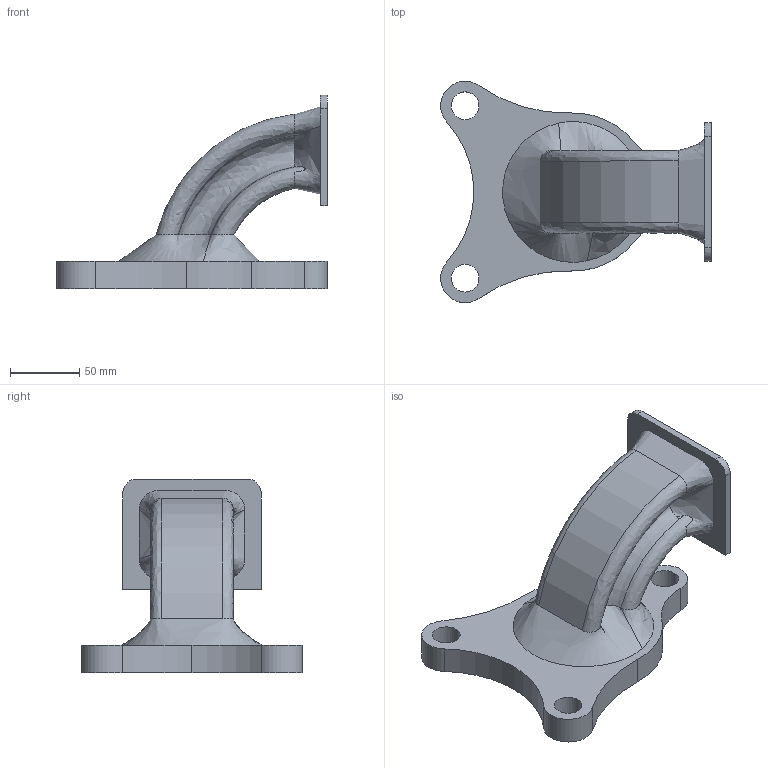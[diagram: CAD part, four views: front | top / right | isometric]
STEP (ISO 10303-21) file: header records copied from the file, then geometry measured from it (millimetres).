
FILE_DESCRIPTION (( 'STEP AP203' ), '1' );
FILE_NAME ('Team2_polemount_Collin.STEP', '2018-11-27T00:03:40', ( '' ), ( '' ), 'SwSTEP 2.0', 'SolidWorks 2018', '' );
FILE_SCHEMA (( 'CONFIG_CONTROL_DESIGN' ));
Length unit declared in the file: inch
Products named in the file (1): Team2_polemount_Collin
Bounding box: 195.56 x 159.9 x 140 mm (x, y, z)
Volume: 650890.2 mm3; surface area: 98712.1 mm2
Topology: 1 solids, 1 shells, 52 faces, 145 edges, 99 vertices
Faces by surface type: cylinder 26, bspline 16, plane 10
Entity records: 3816 total; most frequent: CARTESIAN_POINT 2474, ORIENTED_EDGE 290, DIRECTION 231, EDGE_CURVE 145, VERTEX_POINT 99, AXIS2_PLACEMENT_3D 93, EDGE_LOOP 62, CIRCLE 56
